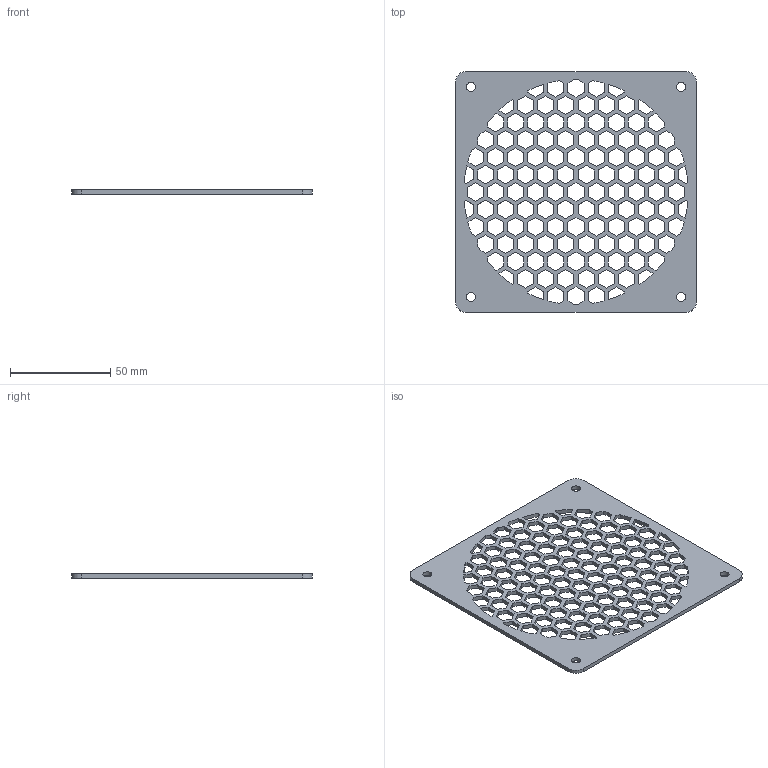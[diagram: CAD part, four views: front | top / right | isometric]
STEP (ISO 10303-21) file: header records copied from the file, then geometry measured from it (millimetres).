
FILE_DESCRIPTION(('FreeCAD Model'),'2;1');
FILE_NAME('Open CASCADE Shape Model','2021-06-23T11:44:38',( 'Anool Mahidharia'),('WyoLum'),'Open CASCADE STEP processor 7.4', 'FreeCAD','Unknown');
FILE_SCHEMA(('AUTOMOTIVE_DESIGN { 1 0 10303 214 1 1 1 1 }'));
Length unit declared in the file: millimetre
Products named in the file (1): 120mm_fan_grill
Bounding box: 120 x 120 x 2 mm (x, y, z)
Volume: 15937.9 mm3; surface area: 23557.9 mm2
Topology: 1 solids, 1 shells, 736 faces, 2202 edges, 1468 vertices
Faces by surface type: plane 696, cylinder 40
Full cylindrical faces by diameter (mm): 4.5 x4
Entity records: 24848 total; most frequent: CARTESIAN_POINT 4407, ORIENTED_EDGE 4404, DIRECTION 3756, EDGE_CURVE 2202, LINE 2122, VECTOR 2122, VERTEX_POINT 1468, FACE_BOUND 986
